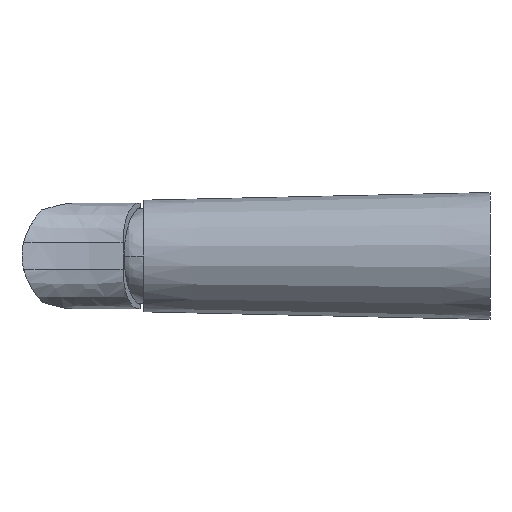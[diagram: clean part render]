
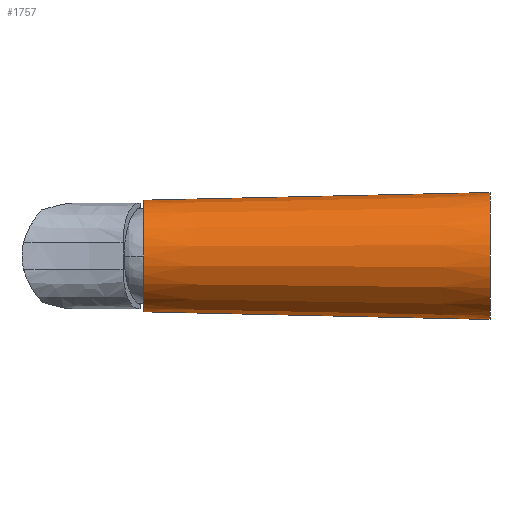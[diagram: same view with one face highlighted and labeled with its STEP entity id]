
A CAD part, left-side view. The second image highlights one B-rep face of the part: STEP entity #1757.
In plain terms, the highlighted conical face has half-angle 1.264 degrees and reference radius 21 mm.
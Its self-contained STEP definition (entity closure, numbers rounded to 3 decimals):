
#344 = DIRECTION ( 'NONE',  ( 0., 0., 1. ) ) ;
#362 = VECTOR ( 'NONE', #11489, 1000. ) ;
#393 = CARTESIAN_POINT ( 'NONE',  ( -42.329, 63.333, 114.526 ) ) ;
#983 = CARTESIAN_POINT ( 'NONE',  ( -42.329, 58.333, 114.416 ) ) ;
#1206 = DIRECTION ( 'NONE',  ( 0., -1., 0. ) ) ;
#1481 = VERTEX_POINT ( 'NONE', #983 ) ;
#1757 = ADVANCED_FACE ( 'NONE', ( #5761 ), #3119, .T. ) ;
#2447 = LINE ( 'NONE', #6676, #362 ) ;
#2812 = ORIENTED_EDGE ( 'NONE', *, *, #11339, .T. ) ;
#3119 = CONICAL_SURFACE ( 'NONE', #9141, 21., 0.022 ) ;
#3294 = CARTESIAN_POINT ( 'NONE',  ( -42.329, -72.667, 159.526 ) ) ;
#3701 = ORIENTED_EDGE ( 'NONE', *, *, #3741, .F. ) ;
#3716 = EDGE_LOOP ( 'NONE', ( #3701, #11189, #2812, #9453 ) ) ;
#3741 = EDGE_CURVE ( 'NONE', #7671, #11520, #2447, .T. ) ;
#4547 = EDGE_CURVE ( 'NONE', #5753, #11520, #11800, .T. ) ;
#5672 = DIRECTION ( 'NONE',  ( 0., 0., 1. ) ) ;
#5753 = VERTEX_POINT ( 'NONE', #9656 ) ;
#5761 = FACE_OUTER_BOUND ( 'NONE', #3716, .T. ) ;
#6163 = AXIS2_PLACEMENT_3D ( 'NONE', #11700, #1206, #344 ) ;
#6536 = CARTESIAN_POINT ( 'NONE',  ( -42.329, 58.333, 156.637 ) ) ;
#6676 = CARTESIAN_POINT ( 'NONE',  ( -42.329, 63.333, 156.526 ) ) ;
#6987 = DIRECTION ( 'NONE',  ( 0., -1., -0.022 ) ) ;
#7671 = VERTEX_POINT ( 'NONE', #6536 ) ;
#7772 = DIRECTION ( 'NONE',  ( 0., 1., 0. ) ) ;
#7931 = LINE ( 'NONE', #393, #9197 ) ;
#9042 = AXIS2_PLACEMENT_3D ( 'NONE', #11400, #7772, #5672 ) ;
#9141 = AXIS2_PLACEMENT_3D ( 'NONE', #11741, #10803, #11821 ) ;
#9197 = VECTOR ( 'NONE', #6987, 1000. ) ;
#9453 = ORIENTED_EDGE ( 'NONE', *, *, #4547, .T. ) ;
#9656 = CARTESIAN_POINT ( 'NONE',  ( -42.329, -72.667, 111.526 ) ) ;
#9698 = CIRCLE ( 'NONE', #6163, 21.11 ) ;
#10803 = DIRECTION ( 'NONE',  ( 0., -1., 0. ) ) ;
#11189 = ORIENTED_EDGE ( 'NONE', *, *, #12241, .T. ) ;
#11339 = EDGE_CURVE ( 'NONE', #1481, #5753, #7931, .T. ) ;
#11400 = CARTESIAN_POINT ( 'NONE',  ( -42.329, -72.667, 135.526 ) ) ;
#11489 = DIRECTION ( 'NONE',  ( 0., -1., 0.022 ) ) ;
#11520 = VERTEX_POINT ( 'NONE', #3294 ) ;
#11700 = CARTESIAN_POINT ( 'NONE',  ( -42.329, 58.333, 135.526 ) ) ;
#11741 = CARTESIAN_POINT ( 'NONE',  ( -42.329, 63.333, 135.526 ) ) ;
#11800 = CIRCLE ( 'NONE', #9042, 24. ) ;
#11821 = DIRECTION ( 'NONE',  ( 0., 0., -1. ) ) ;
#12241 = EDGE_CURVE ( 'NONE', #7671, #1481, #9698, .T. ) ;
